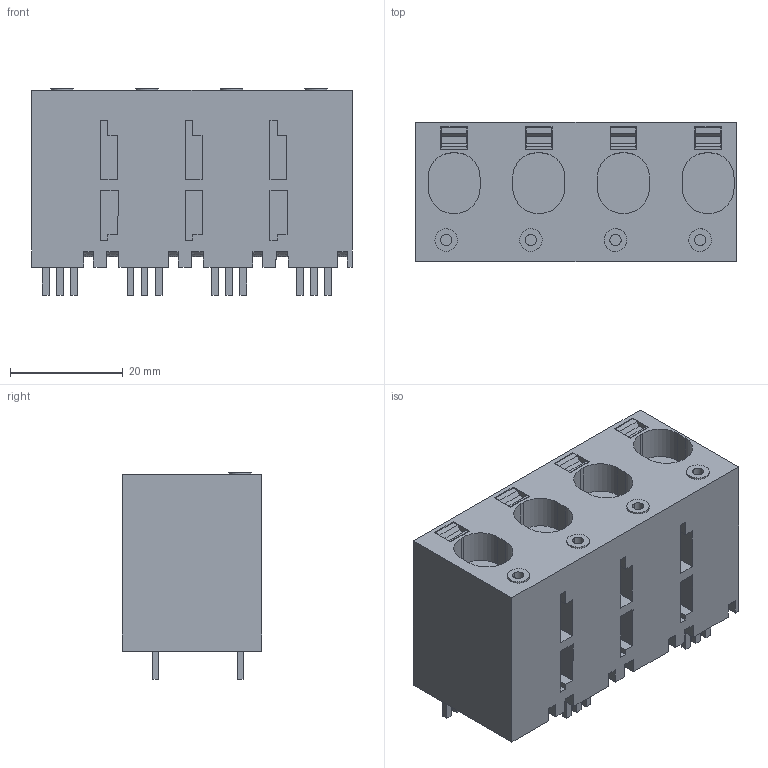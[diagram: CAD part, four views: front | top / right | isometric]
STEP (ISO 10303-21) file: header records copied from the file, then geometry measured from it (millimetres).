
FILE_DESCRIPTION(('CATIA V5 STEP Exchange','CAx-IF Rec.Pracs.--- Model Styling and Organization---1.2---2011-12-15'),'2;1');
FILE_NAME ('D1462855_0_2492230000_2492230000.stp','2018-03-29T09:36:50+00:00',('none'),('Weidmueller'),'CATIA Version 5-6 Release 2014','CATIA V5 STEP AP214','none');
FILE_SCHEMA(('AUTOMOTIVE_DESIGN { 1 0 10303 214 1 1 1 1 }'));
Length unit declared in the file: millimetre
Products named in the file (1): 2492230000
Bounding box: 56.8 x 24.7 x 36.6 mm (x, y, z)
Volume: 36245.1 mm3; surface area: 15223.5 mm2
Topology: 9 solids, 9 shells, 439 faces, 1197 edges, 802 vertices
Faces by surface type: plane 350, extrusion 49, cylinder 40
Entity records: 14669 total; most frequent: CARTESIAN_POINT 3738, ORIENTED_EDGE 2394, DIRECTION 1716, EDGE_CURVE 1197, VECTOR 1068, LINE 1019, VERTEX_POINT 802, EDGE_LOOP 465
